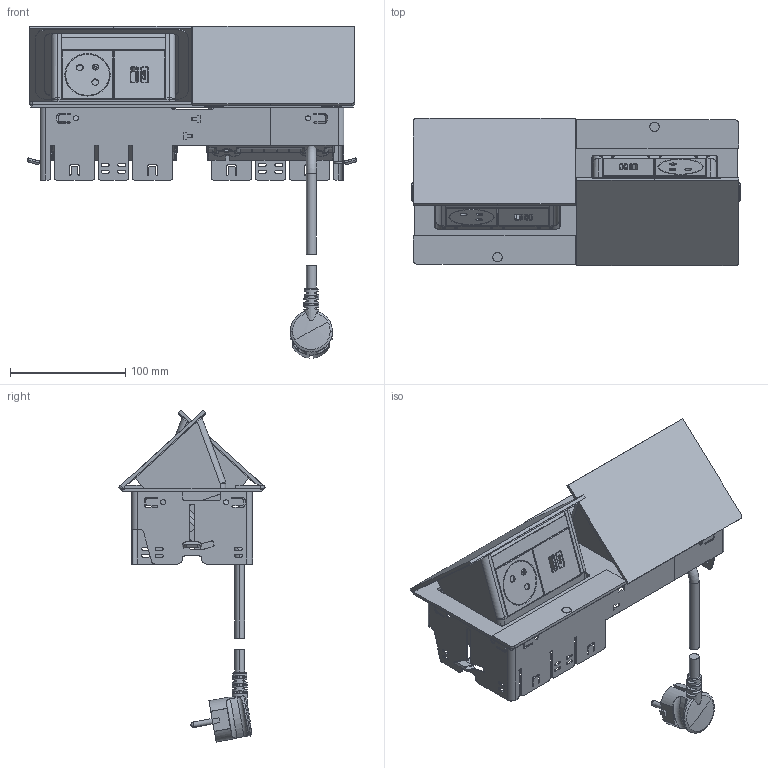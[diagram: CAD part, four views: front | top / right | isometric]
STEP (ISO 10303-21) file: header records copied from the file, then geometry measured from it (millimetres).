
FILE_DESCRIPTION(('CATIA V5 STEP Exchange','CAx-IF Rec.Pracs.--- Model Styling and Organization---1.5--- 2016-08-15','CAx-IF Rec.Pracs.---Supplemental Geometry---1.0---2011-11-01','CAx-IF Rec.Pracs.--- Composite Materials ---1.1---2010-07-15'),'2;1');
FILE_NAME('LG-654818-ASS-01.stp','2024-04-19T08:04:48+00:00',('none'),('none'),'CATIA Version 5-6 Release 2020 SP5','CATIA V5 STEP AP214 v2','none');
FILE_SCHEMA(('AUTOMOTIVE_DESIGN { 1 0 10303 214 1 1 1 1 }'));
Products named in the file (5): Product1; NEW_POP_UP_2X4MOD; 2P+T 45 Affleur; USB Mosaic A+C 2 modules; CORDON POP-UP FERME FR ALL
Assembly tree (6 placements, depth 2):
  Product1
    NEW_POP_UP_2X4MOD
    2P+T 45 Affleur  x2
    USB Mosaic A+C 2 modules  x2
    CORDON POP-UP FERME FR ALL
Bounding box: 285.07 x 127.65 x 287.48 mm (x, y, z)
Volume: 662138.4 mm3; surface area: 425103.3 mm2
Topology: 33 solids, 33 shells, 2377 faces, 6336 edges, 3949 vertices
Faces by surface type: plane 1064, cylinder 1032, torus 140, bspline 78, sphere 54, cone 7, revolution 2
Entity records: 72317 total; most frequent: CARTESIAN_POINT 19620, ORIENTED_EDGE 11940, DIRECTION 8828, EDGE_CURVE 5970, VERTEX_POINT 3785, VECTOR 3660, LINE 3660, AXIS2_PLACEMENT_3D 3491
